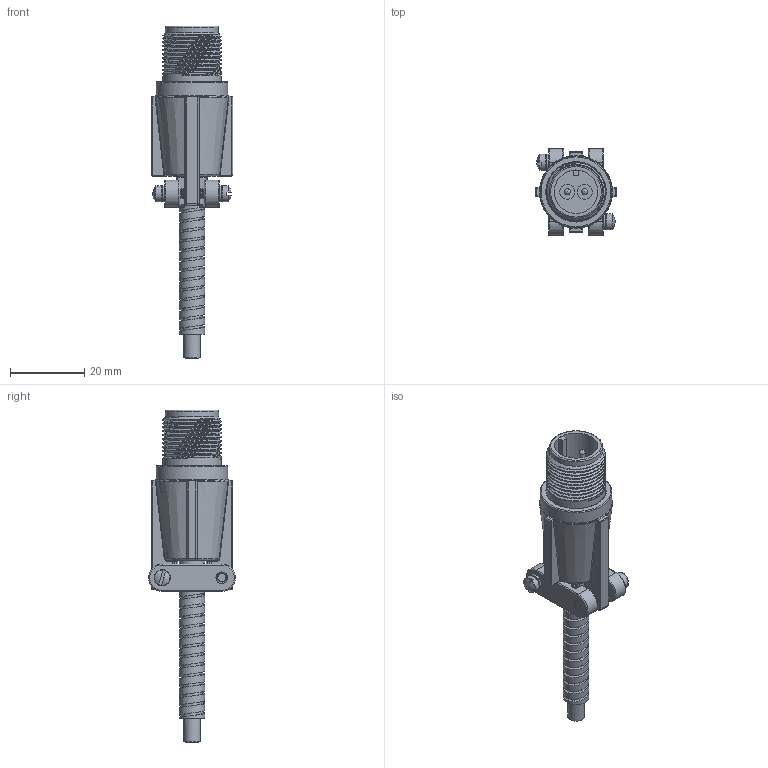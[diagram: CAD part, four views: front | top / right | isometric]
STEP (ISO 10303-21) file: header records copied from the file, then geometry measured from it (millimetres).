
FILE_DESCRIPTION(/* description */ (''),/* implementation_level */ '2;1');
FILE_NAME(/* name */ 'R2H.stp',/* time_stamp */ '2017-05-04T15:39:45-04:00',/* author */ ('aneininger'),/* organization */ ('CONNECTION TECHNOLOGY CENTER'),/* preprocessor_version */ 'ST-DEVELOPER v16.5',/* originating_system */ 'Autodesk Inventor 2017',/* authorisation */ '');
FILE_SCHEMA (('AUTOMOTIVE_DESIGN { 1 0 10303 214 3 1 1 }'));
Products named in the file (1): Part4
Bounding box: 21.84 x 23.32 x 89.32 mm (x, y, z)
Volume: 7820.3 mm3; surface area: 10765.8 mm2
Topology: 3 solids, 3 shells, 698 faces, 1621 edges, 973 vertices
Faces by surface type: cylinder 260, plane 183, bspline 122, torus 85, sphere 36, cone 12
Full cylindrical faces by diameter (mm): 0.127 x19, 0.203 x38, 1.397 x2, 1.413 x2, 1.587 x4, 2.89 x1, 3.048 x2, 3.302 x2, 3.417 x1, 3.571 x1, 4.039 x1, 4.064 x3, 4.267 x2, 4.369 x4, 4.496 x17, 7.823 x1, 11.684 x2, 14.275 x1, 14.732 x6, 15.875 x1, 19.304 x1
Entity records: 46493 total; most frequent: CARTESIAN_POINT 31527, DIRECTION 2964, ORIENTED_EDGE 2792, EDGE_CURVE 1394, AXIS2_PLACEMENT_3D 1304, VERTEX_POINT 904, EDGE_LOOP 880, CIRCLE 710
